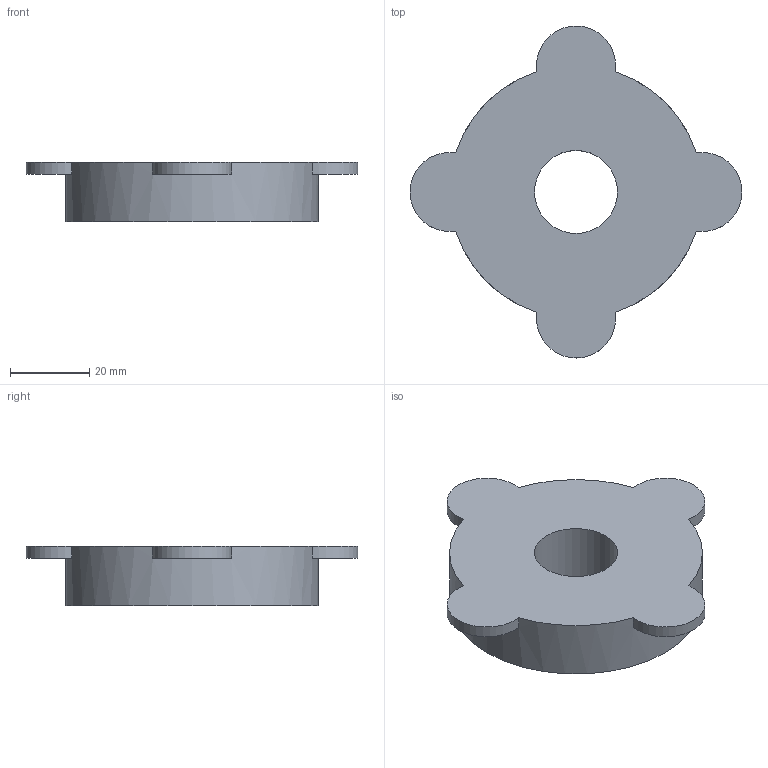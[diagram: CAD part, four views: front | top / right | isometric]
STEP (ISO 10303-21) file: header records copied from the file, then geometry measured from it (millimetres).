
FILE_DESCRIPTION(('FreeCAD Model'),'2;1');
FILE_NAME('Open CASCADE Shape Model','2025-11-11T14:11:18',(''),(''), 'Open CASCADE STEP processor 7.8','FreeCAD','Unknown');
FILE_SCHEMA(('AUTOMOTIVE_DESIGN { 1 0 10303 214 1 1 1 1 }'));
Length unit declared in the file: millimetre
Products named in the file (1): Body
Bounding box: 84 x 84 x 15 mm (x, y, z)
Volume: 45069.7 mm3; surface area: 11260.6 mm2
Topology: 1 solids, 1 shells, 12 faces, 36 edges, 26 vertices
Faces by surface type: cylinder 6, plane 6
Full cylindrical faces by diameter (mm): 21 x1, 64 x1
Entity records: 460 total; most frequent: DIRECTION 88, CARTESIAN_POINT 75, ORIENTED_EDGE 72, AXIS2_PLACEMENT_3D 39, EDGE_CURVE 36, VERTEX_POINT 26, CIRCLE 26, FACE_BOUND 14
